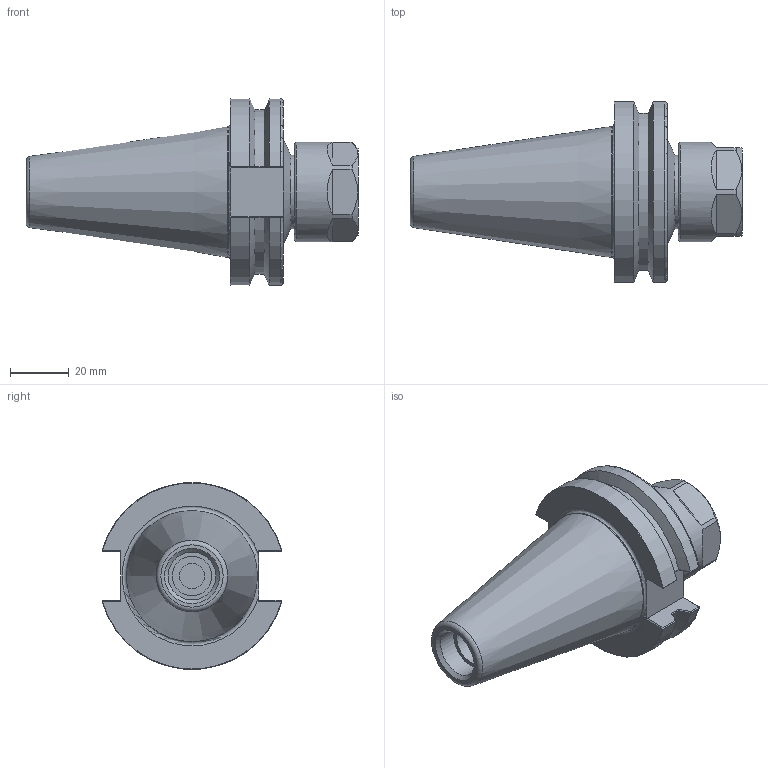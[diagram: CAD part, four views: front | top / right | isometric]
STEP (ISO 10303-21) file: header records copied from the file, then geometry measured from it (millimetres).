
FILE_DESCRIPTION(/* description */ (''),/* implementation_level */ '2;1');
FILE_NAME(/* name */ 'CAT40 ER20-1.75D.step',/* time_stamp */ '2025-10-16T08:05:14-05:00',/* author */ (''),/* organization */ (''),/* preprocessor_version */ 'ST-DEVELOPER v20.1',/* originating_system */ 'Autodesk Translation Framework v14.17.0.0',/* authorisation */ '');
FILE_SCHEMA (('AUTOMOTIVE_DESIGN { 1 0 10303 214 3 1 1 }'));
Length unit declared in the file: inch
Products named in the file (3): CAT40 Dual Contact Template; ER20 Collet Nut v2; CAT40 Dual Contact 2.69 v1
Assembly tree (2 placements, depth 2):
  CAT40 Dual Contact Template
    ER20 Collet Nut v2
    CAT40 Dual Contact 2.69 v1
Bounding box: 112.78 x 61.14 x 63.26 mm (x, y, z)
Volume: 125562.6 mm3; surface area: 26201.5 mm2
Topology: 2 solids, 2 shells, 95 faces, 249 edges, 161 vertices
Faces by surface type: plane 46, bspline 16, cylinder 14, cone 11, torus 8
Full cylindrical faces by diameter (mm): 8.5 x1, 11.112 x1, 13.386 x1, 14.986 x1, 16.256 x1, 25 x1, 33.782 x1, 44.45 x1
Entity records: 3683 total; most frequent: CARTESIAN_POINT 1271, ORIENTED_EDGE 496, DIRECTION 436, EDGE_CURVE 248, VERTEX_POINT 161, AXIS2_PLACEMENT_3D 155, LINE 126, VECTOR 126
